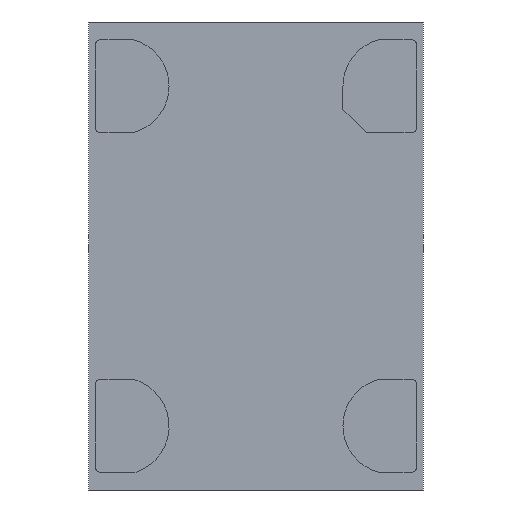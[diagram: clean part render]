
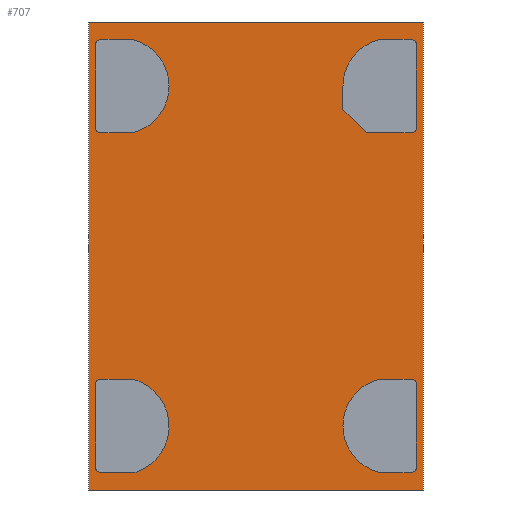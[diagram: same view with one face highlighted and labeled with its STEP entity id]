
A CAD part, front view. The second image highlights one B-rep face of the part: STEP entity #707.
In plain terms, the highlighted planar face has unit normal (0, -1, 0).
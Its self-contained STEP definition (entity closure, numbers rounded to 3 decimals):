
#16=FACE_BOUND('',#123,.T.);
#17=FACE_BOUND('',#124,.T.);
#18=FACE_BOUND('',#125,.T.);
#19=FACE_BOUND('',#126,.T.);
#44=PLANE('',#773);
#82=FACE_OUTER_BOUND('',#122,.T.);
#122=EDGE_LOOP('',(#593,#594,#595,#596));
#123=EDGE_LOOP('',(#597,#598,#599,#600,#601,#602));
#124=EDGE_LOOP('',(#603,#604,#605,#606,#607,#608));
#125=EDGE_LOOP('',(#609,#610,#611,#612,#613,#614));
#126=EDGE_LOOP('',(#615,#616,#617,#618,#619,#620,#621,#622));
#129=LINE('',#982,#195);
#133=LINE('',#994,#199);
#137=LINE('',#1005,#203);
#141=LINE('',#1019,#207);
#145=LINE('',#1031,#211);
#149=LINE('',#1042,#215);
#153=LINE('',#1056,#219);
#157=LINE('',#1068,#223);
#161=LINE('',#1079,#227);
#163=LINE('',#1085,#229);
#168=LINE('',#1099,#234);
#172=LINE('',#1111,#238);
#175=LINE('',#1117,#241);
#178=LINE('',#1123,#244);
#184=LINE('',#1145,#250);
#188=LINE('',#1154,#254);
#191=LINE('',#1159,#257);
#192=LINE('',#1161,#258);
#195=VECTOR('',#786,0.51);
#199=VECTOR('',#798,1.24);
#203=VECTOR('',#810,0.47);
#207=VECTOR('',#824,1.24);
#211=VECTOR('',#836,0.47);
#215=VECTOR('',#848,0.47);
#219=VECTOR('',#862,0.47);
#223=VECTOR('',#874,1.24);
#227=VECTOR('',#886,0.47);
#229=VECTOR('',#892,0.47);
#234=VECTOR('',#905,1.24);
#238=VECTOR('',#917,0.67);
#241=VECTOR('',#922,0.495);
#244=VECTOR('',#927,0.35);
#250=VECTOR('',#951,7.);
#254=VECTOR('',#959,5.);
#257=VECTOR('',#964,5.);
#258=VECTOR('',#967,7.);
#259=CIRCLE('',#711,0.728);
#261=CIRCLE('',#715,0.08);
#263=CIRCLE('',#719,0.08);
#265=CIRCLE('',#724,0.08);
#267=CIRCLE('',#728,0.08);
#269=CIRCLE('',#732,0.72);
#271=CIRCLE('',#737,0.72);
#273=CIRCLE('',#741,0.08);
#275=CIRCLE('',#745,0.08);
#277=CIRCLE('',#751,0.08);
#279=CIRCLE('',#755,0.08);
#281=CIRCLE('',#761,0.72);
#285=VERTEX_POINT('',#972);
#286=VERTEX_POINT('',#973);
#289=VERTEX_POINT('',#981);
#291=VERTEX_POINT('',#987);
#293=VERTEX_POINT('',#993);
#295=VERTEX_POINT('',#999);
#297=VERTEX_POINT('',#1009);
#298=VERTEX_POINT('',#1010);
#301=VERTEX_POINT('',#1018);
#303=VERTEX_POINT('',#1024);
#305=VERTEX_POINT('',#1030);
#307=VERTEX_POINT('',#1036);
#309=VERTEX_POINT('',#1046);
#310=VERTEX_POINT('',#1047);
#313=VERTEX_POINT('',#1055);
#315=VERTEX_POINT('',#1061);
#317=VERTEX_POINT('',#1067);
#319=VERTEX_POINT('',#1073);
#321=VERTEX_POINT('',#1083);
#322=VERTEX_POINT('',#1084);
#325=VERTEX_POINT('',#1092);
#327=VERTEX_POINT('',#1098);
#329=VERTEX_POINT('',#1104);
#331=VERTEX_POINT('',#1110);
#333=VERTEX_POINT('',#1116);
#335=VERTEX_POINT('',#1122);
#339=VERTEX_POINT('',#1138);
#342=VERTEX_POINT('',#1143);
#345=VERTEX_POINT('',#1153);
#346=VERTEX_POINT('',#1157);
#347=EDGE_CURVE('',#285,#286,#259,.T.);
#351=EDGE_CURVE('',#286,#289,#129,.T.);
#354=EDGE_CURVE('',#289,#291,#261,.T.);
#357=EDGE_CURVE('',#291,#293,#133,.T.);
#360=EDGE_CURVE('',#293,#295,#263,.T.);
#363=EDGE_CURVE('',#295,#285,#137,.T.);
#365=EDGE_CURVE('',#297,#298,#265,.T.);
#369=EDGE_CURVE('',#298,#301,#141,.T.);
#372=EDGE_CURVE('',#301,#303,#267,.T.);
#375=EDGE_CURVE('',#303,#305,#145,.T.);
#378=EDGE_CURVE('',#305,#307,#269,.T.);
#381=EDGE_CURVE('',#307,#297,#149,.T.);
#383=EDGE_CURVE('',#309,#310,#271,.T.);
#387=EDGE_CURVE('',#310,#313,#153,.T.);
#390=EDGE_CURVE('',#313,#315,#273,.T.);
#393=EDGE_CURVE('',#315,#317,#157,.T.);
#396=EDGE_CURVE('',#317,#319,#275,.T.);
#399=EDGE_CURVE('',#319,#309,#161,.T.);
#401=EDGE_CURVE('',#321,#322,#163,.T.);
#405=EDGE_CURVE('',#322,#325,#277,.T.);
#408=EDGE_CURVE('',#325,#327,#168,.T.);
#411=EDGE_CURVE('',#327,#329,#279,.T.);
#414=EDGE_CURVE('',#329,#331,#172,.T.);
#417=EDGE_CURVE('',#331,#333,#175,.T.);
#420=EDGE_CURVE('',#333,#335,#178,.T.);
#423=EDGE_CURVE('',#335,#321,#281,.T.);
#430=EDGE_CURVE('',#339,#342,#184,.T.);
#434=EDGE_CURVE('',#345,#339,#188,.T.);
#437=EDGE_CURVE('',#342,#346,#191,.T.);
#438=EDGE_CURVE('',#346,#345,#192,.T.);
#593=ORIENTED_EDGE('',*,*,#437,.T.);
#594=ORIENTED_EDGE('',*,*,#438,.T.);
#595=ORIENTED_EDGE('',*,*,#434,.T.);
#596=ORIENTED_EDGE('',*,*,#430,.T.);
#597=ORIENTED_EDGE('',*,*,#347,.T.);
#598=ORIENTED_EDGE('',*,*,#351,.T.);
#599=ORIENTED_EDGE('',*,*,#354,.T.);
#600=ORIENTED_EDGE('',*,*,#357,.T.);
#601=ORIENTED_EDGE('',*,*,#360,.T.);
#602=ORIENTED_EDGE('',*,*,#363,.T.);
#603=ORIENTED_EDGE('',*,*,#365,.T.);
#604=ORIENTED_EDGE('',*,*,#369,.T.);
#605=ORIENTED_EDGE('',*,*,#372,.T.);
#606=ORIENTED_EDGE('',*,*,#375,.T.);
#607=ORIENTED_EDGE('',*,*,#378,.T.);
#608=ORIENTED_EDGE('',*,*,#381,.T.);
#609=ORIENTED_EDGE('',*,*,#383,.T.);
#610=ORIENTED_EDGE('',*,*,#387,.T.);
#611=ORIENTED_EDGE('',*,*,#390,.T.);
#612=ORIENTED_EDGE('',*,*,#393,.T.);
#613=ORIENTED_EDGE('',*,*,#396,.T.);
#614=ORIENTED_EDGE('',*,*,#399,.T.);
#615=ORIENTED_EDGE('',*,*,#401,.T.);
#616=ORIENTED_EDGE('',*,*,#405,.T.);
#617=ORIENTED_EDGE('',*,*,#408,.T.);
#618=ORIENTED_EDGE('',*,*,#411,.T.);
#619=ORIENTED_EDGE('',*,*,#414,.T.);
#620=ORIENTED_EDGE('',*,*,#417,.T.);
#621=ORIENTED_EDGE('',*,*,#420,.T.);
#622=ORIENTED_EDGE('',*,*,#423,.T.);
#707=ADVANCED_FACE('',(#82,#16,#17,#18,#19),#44,.T.);
#711=AXIS2_PLACEMENT_3D('',#974,#778,#779);
#715=AXIS2_PLACEMENT_3D('',#988,#791,#792);
#719=AXIS2_PLACEMENT_3D('',#1000,#803,#804);
#724=AXIS2_PLACEMENT_3D('',#1011,#816,#817);
#728=AXIS2_PLACEMENT_3D('',#1025,#829,#830);
#732=AXIS2_PLACEMENT_3D('',#1037,#841,#842);
#737=AXIS2_PLACEMENT_3D('',#1048,#854,#855);
#741=AXIS2_PLACEMENT_3D('',#1062,#867,#868);
#745=AXIS2_PLACEMENT_3D('',#1074,#879,#880);
#751=AXIS2_PLACEMENT_3D('',#1093,#898,#899);
#755=AXIS2_PLACEMENT_3D('',#1105,#910,#911);
#761=AXIS2_PLACEMENT_3D('',#1128,#932,#933);
#773=AXIS2_PLACEMENT_3D('',#1162,#968,#969);
#778=DIRECTION('center_axis',(0.,1.,0.));
#779=DIRECTION('ref_axis',(-0.299,0.,0.954));
#786=DIRECTION('',(-1.,0.,0.));
#791=DIRECTION('center_axis',(0.,1.,0.));
#792=DIRECTION('ref_axis',(1.,0.,0.));
#798=DIRECTION('',(0.,0.,1.));
#803=DIRECTION('center_axis',(0.,1.,0.));
#804=DIRECTION('ref_axis',(0.,0.,-1.));
#810=DIRECTION('',(1.,0.,0.));
#816=DIRECTION('center_axis',(0.,1.,0.));
#817=DIRECTION('ref_axis',(-1.,0.,0.));
#824=DIRECTION('',(0.,0.,1.));
#829=DIRECTION('center_axis',(0.,1.,0.));
#830=DIRECTION('ref_axis',(0.,0.,1.));
#836=DIRECTION('',(1.,0.,0.));
#841=DIRECTION('center_axis',(0.,1.,0.));
#842=DIRECTION('ref_axis',(0.237,0.,-0.972));
#848=DIRECTION('',(-1.,0.,0.));
#854=DIRECTION('center_axis',(0.,1.,0.));
#855=DIRECTION('ref_axis',(0.237,0.,-0.972));
#862=DIRECTION('',(1.,0.,0.));
#867=DIRECTION('center_axis',(0.,1.,0.));
#868=DIRECTION('ref_axis',(-1.,0.,0.));
#874=DIRECTION('',(0.,0.,-1.));
#879=DIRECTION('center_axis',(0.,1.,0.));
#880=DIRECTION('ref_axis',(0.,0.,1.));
#886=DIRECTION('',(-1.,0.,0.));
#892=DIRECTION('',(1.,0.,0.));
#898=DIRECTION('center_axis',(0.,1.,0.));
#899=DIRECTION('ref_axis',(1.,0.,0.));
#905=DIRECTION('',(0.,0.,-1.));
#910=DIRECTION('center_axis',(0.,1.,0.));
#911=DIRECTION('ref_axis',(0.,0.,-1.));
#917=DIRECTION('',(-1.,0.,0.));
#922=DIRECTION('',(-0.707,0.,0.707));
#927=DIRECTION('',(0.,0.,1.));
#932=DIRECTION('center_axis',(0.,1.,0.));
#933=DIRECTION('ref_axis',(-0.237,0.,0.972));
#951=DIRECTION('',(0.,0.,1.));
#959=DIRECTION('',(1.,0.,0.));
#964=DIRECTION('',(-1.,0.,0.));
#967=DIRECTION('',(0.,0.,-1.));
#968=DIRECTION('center_axis',(0.,-1.,0.));
#969=DIRECTION('ref_axis',(0.,0.,-1.));
#972=CARTESIAN_POINT('',(-1.85,0.,-1.84));
#973=CARTESIAN_POINT('',(-1.81,0.,-3.24));
#974=CARTESIAN_POINT('Origin',(-2.028,0.,-2.546));
#981=CARTESIAN_POINT('',(-2.32,0.,-3.24));
#982=CARTESIAN_POINT('',(-1.16,0.,-3.24));
#987=CARTESIAN_POINT('',(-2.4,0.,-3.16));
#988=CARTESIAN_POINT('Origin',(-2.32,0.,-3.16));
#993=CARTESIAN_POINT('',(-2.4,0.,-1.92));
#994=CARTESIAN_POINT('',(-2.4,0.,-0.96));
#999=CARTESIAN_POINT('',(-2.32,0.,-1.84));
#1000=CARTESIAN_POINT('Origin',(-2.32,0.,-1.92));
#1005=CARTESIAN_POINT('',(-0.925,0.,-1.84));
#1009=CARTESIAN_POINT('',(-2.32,0.,1.84));
#1010=CARTESIAN_POINT('',(-2.4,0.,1.92));
#1011=CARTESIAN_POINT('Origin',(-2.32,0.,1.92));
#1018=CARTESIAN_POINT('',(-2.4,0.,3.16));
#1019=CARTESIAN_POINT('',(-2.4,0.,1.58));
#1024=CARTESIAN_POINT('',(-2.32,0.,3.24));
#1025=CARTESIAN_POINT('Origin',(-2.32,0.,3.16));
#1030=CARTESIAN_POINT('',(-1.85,0.,3.24));
#1031=CARTESIAN_POINT('',(-0.925,0.,3.24));
#1036=CARTESIAN_POINT('',(-1.85,0.,1.84));
#1037=CARTESIAN_POINT('Origin',(-2.02,0.,2.54));
#1042=CARTESIAN_POINT('',(-1.16,0.,1.84));
#1046=CARTESIAN_POINT('',(1.85,0.,-3.24));
#1047=CARTESIAN_POINT('',(1.85,0.,-1.84));
#1048=CARTESIAN_POINT('Origin',(2.02,0.,-2.54));
#1055=CARTESIAN_POINT('',(2.32,0.,-1.84));
#1056=CARTESIAN_POINT('',(1.16,0.,-1.84));
#1061=CARTESIAN_POINT('',(2.4,0.,-1.92));
#1062=CARTESIAN_POINT('Origin',(2.32,0.,-1.92));
#1067=CARTESIAN_POINT('',(2.4,0.,-3.16));
#1068=CARTESIAN_POINT('',(2.4,0.,-1.58));
#1073=CARTESIAN_POINT('',(2.32,0.,-3.24));
#1074=CARTESIAN_POINT('Origin',(2.32,0.,-3.16));
#1079=CARTESIAN_POINT('',(0.925,0.,-3.24));
#1083=CARTESIAN_POINT('',(1.85,0.,3.24));
#1084=CARTESIAN_POINT('',(2.32,0.,3.24));
#1085=CARTESIAN_POINT('',(1.16,0.,3.24));
#1092=CARTESIAN_POINT('',(2.4,0.,3.16));
#1093=CARTESIAN_POINT('Origin',(2.32,0.,3.16));
#1098=CARTESIAN_POINT('',(2.4,0.,1.92));
#1099=CARTESIAN_POINT('',(2.4,0.,0.96));
#1104=CARTESIAN_POINT('',(2.32,0.,1.84));
#1105=CARTESIAN_POINT('Origin',(2.32,0.,1.92));
#1110=CARTESIAN_POINT('',(1.65,0.,1.84));
#1111=CARTESIAN_POINT('',(0.825,0.,1.84));
#1116=CARTESIAN_POINT('',(1.3,0.,2.19));
#1117=CARTESIAN_POINT('',(1.523,0.,1.968));
#1122=CARTESIAN_POINT('',(1.3,0.,2.54));
#1123=CARTESIAN_POINT('',(1.3,0.,1.27));
#1128=CARTESIAN_POINT('Origin',(2.02,0.,2.54));
#1138=CARTESIAN_POINT('',(2.5,0.,-3.5));
#1143=CARTESIAN_POINT('',(2.5,0.,3.5));
#1145=CARTESIAN_POINT('',(2.5,0.,-3.5));
#1153=CARTESIAN_POINT('',(-2.5,0.,-3.5));
#1154=CARTESIAN_POINT('',(-2.5,0.,-3.5));
#1157=CARTESIAN_POINT('',(-2.5,0.,3.5));
#1159=CARTESIAN_POINT('',(2.5,0.,3.5));
#1161=CARTESIAN_POINT('',(-2.5,0.,3.5));
#1162=CARTESIAN_POINT('Origin',(0.,0.,0.));
